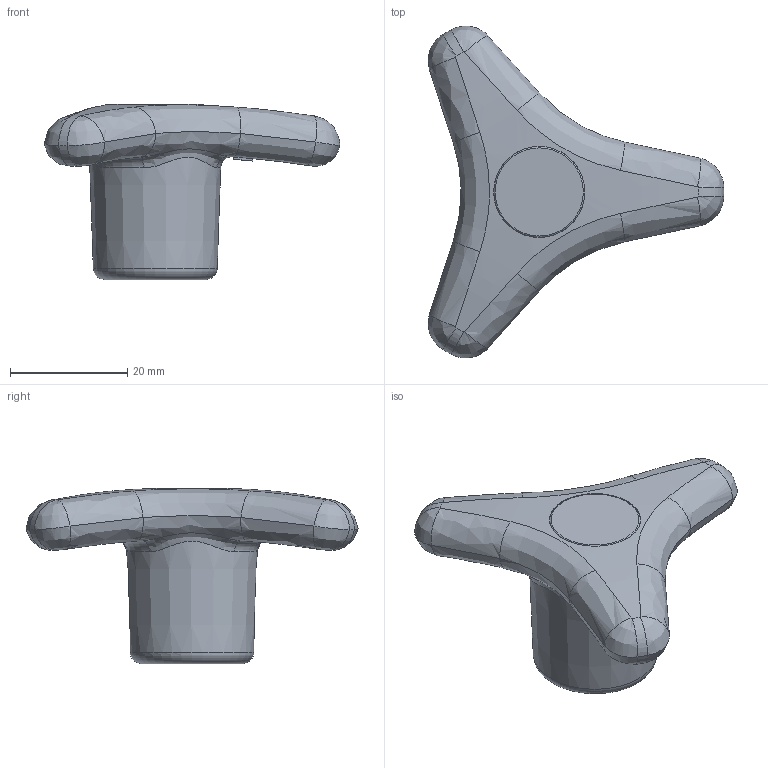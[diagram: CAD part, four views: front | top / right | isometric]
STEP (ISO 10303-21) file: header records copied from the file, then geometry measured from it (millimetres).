
FILE_DESCRIPTION(/* description */ ('File step'),/* implementation_level */ '2;1');
FILE_NAME(/* name */ '6320105',/* time_stamp */ '2022-01-21T16:36:31+01:00',/* author */ ('Zorzan D.'),/* organization */ ('Gamm Srl.'),/* preprocessor_version */ 'ST-DEVELOPER v16.7',/* originating_system */ 'Solid Edge',/* authorisation */ 'Unknown');
FILE_SCHEMA (('CONFIG_CONTROL_DESIGN'));
Length unit declared in the file: millimetre
Products named in the file (1): Parte11
Bounding box: 50.46 x 56.64 x 29.9 mm (x, y, z)
Volume: 16969.3 mm3; surface area: 6157.7 mm2
Topology: 1 solids, 2 shells, 125 faces, 316 edges, 201 vertices
Faces by surface type: plane 57, bspline 34, torus 12, sphere 10, cylinder 7, cone 5
Full cylindrical faces by diameter (mm): 6 x1, 11.7 x1, 15.08 x1, 15.25 x1, 15.45 x1, 15.55 x2
Entity records: 7119 total; most frequent: CARTESIAN_POINT 3470, ORIENTED_EDGE 586, DIRECTION 574, EDGE_CURVE 293, AXIS2_PLACEMENT_3D 262, VERTEX_POINT 195, CIRCLE 170, FACE_BOUND 148
